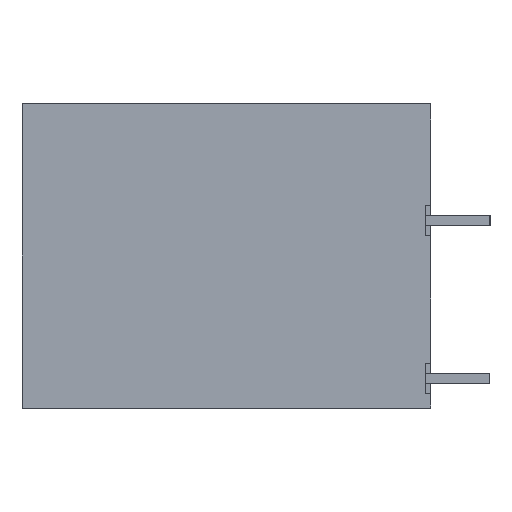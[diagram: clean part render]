
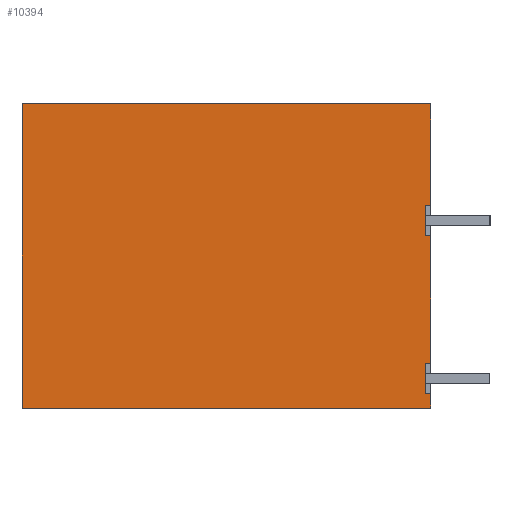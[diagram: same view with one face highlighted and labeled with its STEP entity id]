
A CAD part, left-side view. The second image highlights one B-rep face of the part: STEP entity #10394.
In plain terms, the highlighted planar face has unit normal (-1, 0, 0).
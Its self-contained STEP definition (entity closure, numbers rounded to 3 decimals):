
#10366=AXIS2_PLACEMENT_3D('Plane Axis2P3D',#10363,#10364,#10365) ;
#188=CARTESIAN_POINT('Vertex',(0.,3.8,0.85)) ;
#232=CARTESIAN_POINT('Vertex',(0.,3.8,2.65)) ;
#235=CARTESIAN_POINT('Line Origine',(0.,3.8,1.75)) ;
#666=CARTESIAN_POINT('Vertex',(0.,3.8,10.2)) ;
#687=CARTESIAN_POINT('Vertex',(0.,3.8,12.)) ;
#690=CARTESIAN_POINT('Line Origine',(0.,3.8,11.1)) ;
#4443=CARTESIAN_POINT('Vertex',(0.,3.5,10.2)) ;
#4446=CARTESIAN_POINT('Line Origine',(0.,3.5,6.425)) ;
#4450=CARTESIAN_POINT('Vertex',(0.,3.5,2.65)) ;
#4471=CARTESIAN_POINT('Line Origine',(0.,3.65,10.2)) ;
#4489=CARTESIAN_POINT('Line Origine',(0.,3.65,2.65)) ;
#4545=CARTESIAN_POINT('Vertex',(0.,3.5,0.85)) ;
#4555=CARTESIAN_POINT('Line Origine',(0.,3.65,0.85)) ;
#4568=CARTESIAN_POINT('Line Origine',(0.,3.5,0.425)) ;
#4572=CARTESIAN_POINT('Vertex',(0.,3.5,0.)) ;
#4600=CARTESIAN_POINT('Line Origine',(0.,15.6,0.)) ;
#4604=CARTESIAN_POINT('Vertex',(0.,27.7,0.)) ;
#4743=CARTESIAN_POINT('Vertex',(0.,3.5,12.)) ;
#4746=CARTESIAN_POINT('Line Origine',(0.,3.65,12.)) ;
#10320=CARTESIAN_POINT('Line Origine',(0.,3.5,15.)) ;
#10324=CARTESIAN_POINT('Vertex',(0.,3.5,18.)) ;
#10363=CARTESIAN_POINT('Axis2P3D Location',(0.,0.,0.)) ;
#10368=CARTESIAN_POINT('Line Origine',(0.,15.6,18.)) ;
#10372=CARTESIAN_POINT('Vertex',(0.,27.7,18.)) ;
#10375=CARTESIAN_POINT('Line Origine',(0.,27.7,9.)) ;
#236=DIRECTION('Vector Direction',(0.,0.,-1.)) ;
#691=DIRECTION('Vector Direction',(0.,0.,-1.)) ;
#4447=DIRECTION('Vector Direction',(0.,0.,-1.)) ;
#4472=DIRECTION('Vector Direction',(0.,1.,0.)) ;
#4490=DIRECTION('Vector Direction',(0.,1.,0.)) ;
#4556=DIRECTION('Vector Direction',(0.,1.,0.)) ;
#4569=DIRECTION('Vector Direction',(0.,0.,-1.)) ;
#4601=DIRECTION('Vector Direction',(0.,1.,0.)) ;
#4747=DIRECTION('Vector Direction',(0.,1.,0.)) ;
#10321=DIRECTION('Vector Direction',(0.,0.,-1.)) ;
#10364=DIRECTION('Axis2P3D Direction',(-1.,0.,0.)) ;
#10365=DIRECTION('Axis2P3D XDirection',(0.,0.,1.)) ;
#10369=DIRECTION('Vector Direction',(0.,-1.,0.)) ;
#10376=DIRECTION('Vector Direction',(0.,0.,1.)) ;
#237=VECTOR('Line Direction',#236,1.) ;
#692=VECTOR('Line Direction',#691,1.) ;
#4448=VECTOR('Line Direction',#4447,1.) ;
#4473=VECTOR('Line Direction',#4472,1.) ;
#4491=VECTOR('Line Direction',#4490,1.) ;
#4557=VECTOR('Line Direction',#4556,1.) ;
#4570=VECTOR('Line Direction',#4569,1.) ;
#4602=VECTOR('Line Direction',#4601,1.) ;
#4748=VECTOR('Line Direction',#4747,1.) ;
#10322=VECTOR('Line Direction',#10321,1.) ;
#10370=VECTOR('Line Direction',#10369,1.) ;
#10377=VECTOR('Line Direction',#10376,1.) ;
#10381=ORIENTED_EDGE('',*,*,#694,.F.) ;
#10382=ORIENTED_EDGE('',*,*,#4750,.F.) ;
#10383=ORIENTED_EDGE('',*,*,#10326,.T.) ;
#10384=ORIENTED_EDGE('',*,*,#10374,.T.) ;
#10385=ORIENTED_EDGE('',*,*,#10379,.T.) ;
#10386=ORIENTED_EDGE('',*,*,#4606,.T.) ;
#10387=ORIENTED_EDGE('',*,*,#4574,.T.) ;
#10388=ORIENTED_EDGE('',*,*,#4559,.T.) ;
#10389=ORIENTED_EDGE('',*,*,#239,.F.) ;
#10390=ORIENTED_EDGE('',*,*,#4493,.F.) ;
#10391=ORIENTED_EDGE('',*,*,#4452,.T.) ;
#10392=ORIENTED_EDGE('',*,*,#4475,.T.) ;
#10394=ADVANCED_FACE('HOUSING',(#10393),#10367,.T.) ;
#239=EDGE_CURVE('',#233,#189,#238,.T.) ;
#694=EDGE_CURVE('',#688,#667,#693,.T.) ;
#4452=EDGE_CURVE('',#4451,#4444,#4449,.F.) ;
#4475=EDGE_CURVE('',#4444,#667,#4474,.T.) ;
#4493=EDGE_CURVE('',#4451,#233,#4492,.T.) ;
#4559=EDGE_CURVE('',#4546,#189,#4558,.T.) ;
#4574=EDGE_CURVE('',#4573,#4546,#4571,.F.) ;
#4606=EDGE_CURVE('',#4605,#4573,#4603,.F.) ;
#4750=EDGE_CURVE('',#4744,#688,#4749,.T.) ;
#10326=EDGE_CURVE('',#4744,#10325,#10323,.F.) ;
#10374=EDGE_CURVE('',#10325,#10373,#10371,.F.) ;
#10379=EDGE_CURVE('',#10373,#4605,#10378,.F.) ;
#10380=EDGE_LOOP('',(#10381,#10382,#10383,#10384,#10385,#10386,#10387,#10388,#10389,#10390,#10391,#10392)) ;
#10393=FACE_OUTER_BOUND('',#10380,.T.) ;
#238=LINE('Line',#235,#237) ;
#693=LINE('Line',#690,#692) ;
#4449=LINE('Line',#4446,#4448) ;
#4474=LINE('Line',#4471,#4473) ;
#4492=LINE('Line',#4489,#4491) ;
#4558=LINE('Line',#4555,#4557) ;
#4571=LINE('Line',#4568,#4570) ;
#4603=LINE('Line',#4600,#4602) ;
#4749=LINE('Line',#4746,#4748) ;
#10323=LINE('Line',#10320,#10322) ;
#10371=LINE('Line',#10368,#10370) ;
#10378=LINE('Line',#10375,#10377) ;
#10367=PLANE('',#10366) ;
#189=VERTEX_POINT('',#188) ;
#233=VERTEX_POINT('',#232) ;
#667=VERTEX_POINT('',#666) ;
#688=VERTEX_POINT('',#687) ;
#4444=VERTEX_POINT('',#4443) ;
#4451=VERTEX_POINT('',#4450) ;
#4546=VERTEX_POINT('',#4545) ;
#4573=VERTEX_POINT('',#4572) ;
#4605=VERTEX_POINT('',#4604) ;
#4744=VERTEX_POINT('',#4743) ;
#10325=VERTEX_POINT('',#10324) ;
#10373=VERTEX_POINT('',#10372) ;
